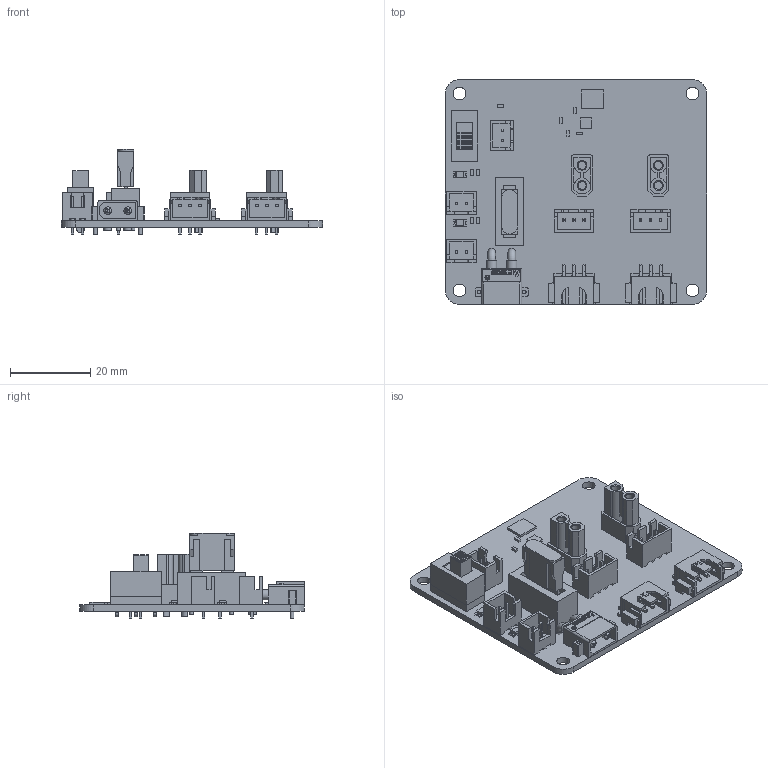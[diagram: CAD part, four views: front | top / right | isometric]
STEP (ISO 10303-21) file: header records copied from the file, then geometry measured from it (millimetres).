
FILE_DESCRIPTION(/* description */ (''),/* implementation_level */ '2;1');
FILE_NAME(/* name */ 'vb-canhat-qc.stp',/* time_stamp */ '2025-09-13T23:25:51+03:00',/* author */ ('Home'),/* organization */ (''),/* preprocessor_version */ 'ST-DEVELOPER v18.1',/* originating_system */ 'Autodesk Inventor 2022',/* authorisation */ '');
FILE_SCHEMA (('AUTOMOTIVE_DESIGN { 1 0 10303 214 3 1 1 }'));
Length unit declared in the file: millimetre
Products named in the file (12): competitors-breakout-RPi-Hat; competitors-breakout-RPi-Hat_1; Amass_XT30PW-M_pcb solder; Fusebox; XH-2A; LED 1206_red; JST - XH - SMD R - 3Pin - 2.54mm; ss12d10; XdT30male; LED 1206_green; XH-3A; Mini car fuse
Assembly tree (16 placements, depth 2):
  competitors-breakout-RPi-Hat
    competitors-breakout-RPi-Hat_1
    XH-2A  x3
    JST - XH - SMD R - 3Pin - 2.54mm  x2
    Amass_XT30PW-M_pcb solder
    Fusebox
    XdT30male  x2
    LED 1206_red
    ss12d10
    LED 1206_green
    XH-3A  x2
    Mini car fuse
Bounding box: 65 x 56 x 21.25 mm (x, y, z)
Volume: 9806 mm3; surface area: 15762.1 mm2
Topology: 18 solids, 62 shells, 1948 faces, 4869 edges, 3142 vertices
Faces by surface type: plane 1540, cylinder 241, bspline 131, sphere 24, cone 10, torus 2
Full cylindrical faces by diameter (mm): 0.85 x12, 0.9 x4, 1 x16, 1.6 x6, 1.65 x8, 1.9 x2, 2 x12, 2.4 x4, 2.5 x2, 3.2 x4
Entity records: 41431 total; most frequent: CARTESIAN_POINT 10738, ORIENTED_EDGE 6124, DIRECTION 5576, EDGE_CURVE 3062, LINE 2536, VECTOR 2536, VERTEX_POINT 2002, AXIS2_PLACEMENT_3D 1520
